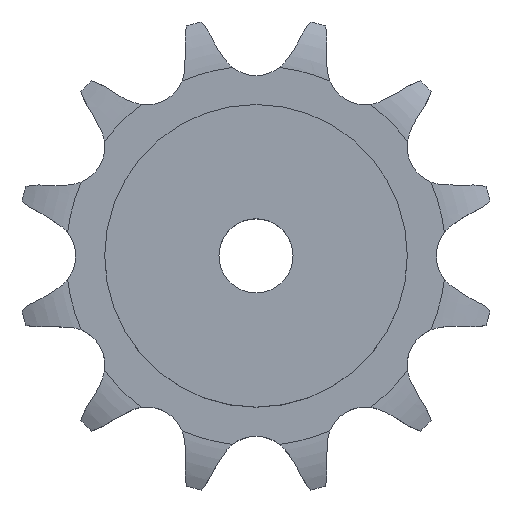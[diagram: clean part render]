
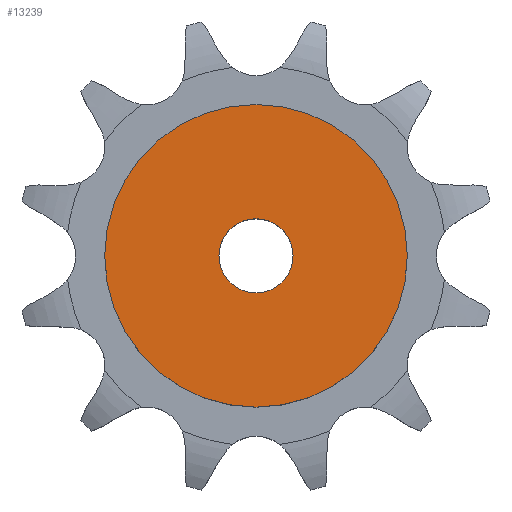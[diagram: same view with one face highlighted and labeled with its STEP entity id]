
A CAD part, top view. The second image highlights one B-rep face of the part: STEP entity #13239.
In plain terms, the highlighted planar face has unit normal (0, 0, 1).
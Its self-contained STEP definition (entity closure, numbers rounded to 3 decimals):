
#2109 = CYLINDRICAL_SURFACE('',#2110,51.);
#2110 = AXIS2_PLACEMENT_3D('',#2111,#2112,#2113);
#2111 = CARTESIAN_POINT('',(0.,0.,0.));
#2112 = DIRECTION('',(-0.,-0.,-1.));
#2113 = DIRECTION('',(1.,0.,0.));
#8582 = VERTEX_POINT('',#8583);
#8583 = CARTESIAN_POINT('',(51.,0.,50.));
#8604 = EDGE_CURVE('',#8582,#8582,#8605,.T.);
#8605 = SURFACE_CURVE('',#8606,(#8611,#8618),.PCURVE_S1.);
#8606 = CIRCLE('',#8607,51.);
#8607 = AXIS2_PLACEMENT_3D('',#8608,#8609,#8610);
#8608 = CARTESIAN_POINT('',(0.,0.,50.));
#8609 = DIRECTION('',(0.,0.,1.));
#8610 = DIRECTION('',(1.,0.,0.));
#8611 = PCURVE('',#2109,#8612);
#8612 = DEFINITIONAL_REPRESENTATION('',(#8613),#8617);
#8613 = LINE('',#8614,#8615);
#8614 = CARTESIAN_POINT('',(-0.,-50.));
#8615 = VECTOR('',#8616,1.);
#8616 = DIRECTION('',(-1.,0.));
#8617 = ( GEOMETRIC_REPRESENTATION_CONTEXT(2) 
PARAMETRIC_REPRESENTATION_CONTEXT() REPRESENTATION_CONTEXT('2D SPACE',''
  ) );
#8618 = PCURVE('',#8619,#8624);
#8619 = PLANE('',#8620);
#8620 = AXIS2_PLACEMENT_3D('',#8621,#8622,#8623);
#8621 = CARTESIAN_POINT('',(0.,0.,50.)
  );
#8622 = DIRECTION('',(0.,0.,1.));
#8623 = DIRECTION('',(1.,0.,0.));
#8624 = DEFINITIONAL_REPRESENTATION('',(#8625),#8629);
#8625 = CIRCLE('',#8626,51.);
#8626 = AXIS2_PLACEMENT_2D('',#8627,#8628);
#8627 = CARTESIAN_POINT('',(0.,0.));
#8628 = DIRECTION('',(1.,0.));
#8629 = ( GEOMETRIC_REPRESENTATION_CONTEXT(2) 
PARAMETRIC_REPRESENTATION_CONTEXT() REPRESENTATION_CONTEXT('2D SPACE',''
  ) );
#11369 = CYLINDRICAL_SURFACE('',#11370,12.5);
#11370 = AXIS2_PLACEMENT_3D('',#11371,#11372,#11373);
#11371 = CARTESIAN_POINT('',(0.,0.,265.32));
#11372 = DIRECTION('',(0.,0.,1.));
#11373 = DIRECTION('',(1.,0.,0.));
#13239 = ADVANCED_FACE('',(#13240,#13243),#8619,.T.);
#13240 = FACE_BOUND('',#13241,.T.);
#13241 = EDGE_LOOP('',(#13242));
#13242 = ORIENTED_EDGE('',*,*,#8604,.T.);
#13243 = FACE_BOUND('',#13244,.T.);
#13244 = EDGE_LOOP('',(#13245));
#13245 = ORIENTED_EDGE('',*,*,#13246,.F.);
#13246 = EDGE_CURVE('',#13247,#13247,#13249,.T.);
#13247 = VERTEX_POINT('',#13248);
#13248 = CARTESIAN_POINT('',(12.5,0.,50.));
#13249 = SURFACE_CURVE('',#13250,(#13255,#13262),.PCURVE_S1.);
#13250 = CIRCLE('',#13251,12.5);
#13251 = AXIS2_PLACEMENT_3D('',#13252,#13253,#13254);
#13252 = CARTESIAN_POINT('',(0.,0.,50.));
#13253 = DIRECTION('',(0.,0.,1.));
#13254 = DIRECTION('',(1.,0.,0.));
#13255 = PCURVE('',#8619,#13256);
#13256 = DEFINITIONAL_REPRESENTATION('',(#13257),#13261);
#13257 = CIRCLE('',#13258,12.5);
#13258 = AXIS2_PLACEMENT_2D('',#13259,#13260);
#13259 = CARTESIAN_POINT('',(0.,0.));
#13260 = DIRECTION('',(1.,0.));
#13261 = ( GEOMETRIC_REPRESENTATION_CONTEXT(2) 
PARAMETRIC_REPRESENTATION_CONTEXT() REPRESENTATION_CONTEXT('2D SPACE',''
  ) );
#13262 = PCURVE('',#11369,#13263);
#13263 = DEFINITIONAL_REPRESENTATION('',(#13264),#13268);
#13264 = LINE('',#13265,#13266);
#13265 = CARTESIAN_POINT('',(0.,-215.32));
#13266 = VECTOR('',#13267,1.);
#13267 = DIRECTION('',(1.,0.));
#13268 = ( GEOMETRIC_REPRESENTATION_CONTEXT(2) 
PARAMETRIC_REPRESENTATION_CONTEXT() REPRESENTATION_CONTEXT('2D SPACE',''
  ) );
